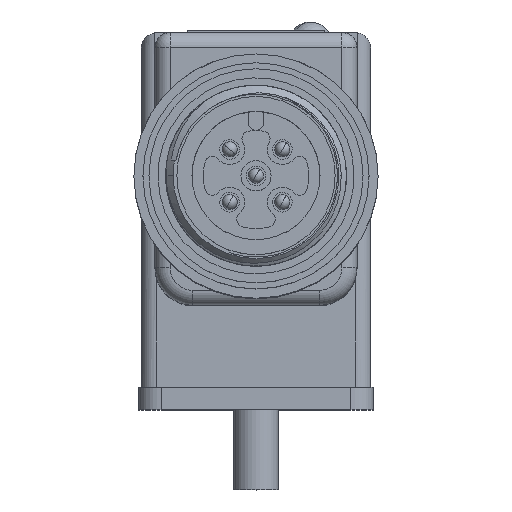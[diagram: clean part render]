
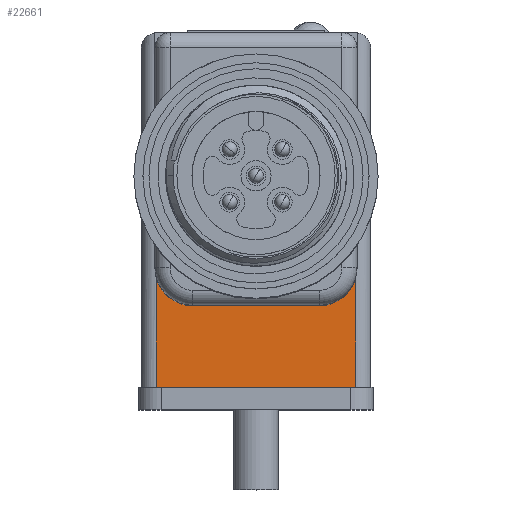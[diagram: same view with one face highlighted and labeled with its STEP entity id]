
A CAD part, top view. The second image highlights one B-rep face of the part: STEP entity #22661.
In plain terms, the highlighted planar face has unit normal (0, 0, 1).
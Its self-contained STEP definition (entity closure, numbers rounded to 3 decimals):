
#487 = VECTOR ( 'NONE', #1583, 1000. ) ;
#760 = DIRECTION ( 'NONE',  ( 0., 0., 1. ) ) ;
#1045 = CARTESIAN_POINT ( 'NONE',  ( 6.6, -14.8, 7.6 ) ) ;
#1094 = CARTESIAN_POINT ( 'NONE',  ( 6.6, -7.6, 7.6 ) ) ;
#1279 = CARTESIAN_POINT ( 'NONE',  ( -4.2, -6.9, 7.6 ) ) ;
#1583 = DIRECTION ( 'NONE',  ( 1., 0., 0. ) ) ;
#1767 = LINE ( 'NONE', #13314, #24915 ) ;
#2167 = ORIENTED_EDGE ( 'NONE', *, *, #5365, .T. ) ;
#2800 = DIRECTION ( 'NONE',  ( 1., 0., 0. ) ) ;
#2974 = DIRECTION ( 'NONE',  ( 0., 0., -1. ) ) ;
#3305 = ORIENTED_EDGE ( 'NONE', *, *, #20952, .T. ) ;
#3666 = CARTESIAN_POINT ( 'NONE',  ( -6.6, -14.8, 7.6 ) ) ;
#4230 = LINE ( 'NONE', #6354, #13130 ) ;
#4656 = CARTESIAN_POINT ( 'NONE',  ( -6.6, -7.6, 7.6 ) ) ;
#4664 = EDGE_CURVE ( 'NONE', #23805, #10521, #1767, .T. ) ;
#4801 = CARTESIAN_POINT ( 'NONE',  ( -7.6, 0., 7.6 ) ) ;
#5281 = ORIENTED_EDGE ( 'NONE', *, *, #20275, .T. ) ;
#5365 = EDGE_CURVE ( 'NONE', #15149, #6118, #10142, .T. ) ;
#5918 = VERTEX_POINT ( 'NONE', #3666 ) ;
#6118 = VERTEX_POINT ( 'NONE', #4656 ) ;
#6354 = CARTESIAN_POINT ( 'NONE',  ( -7.6, -9.4, 7.6 ) ) ;
#7051 = DIRECTION ( 'NONE',  ( 0., -1., 0. ) ) ;
#7076 = CARTESIAN_POINT ( 'NONE',  ( -6.6, -0.934, 7.6 ) ) ;
#9137 = CARTESIAN_POINT ( 'NONE',  ( 4.2, -6.9, 7.6 ) ) ;
#9493 = CARTESIAN_POINT ( 'NONE',  ( 4.2, -9.4, 7.6 ) ) ;
#9961 = EDGE_CURVE ( 'NONE', #5918, #6118, #20460, .T. ) ;
#10142 = CIRCLE ( 'NONE', #16366, 2.5 ) ;
#10380 = LINE ( 'NONE', #14030, #487 ) ;
#10449 = EDGE_LOOP ( 'NONE', ( #3305, #5281, #2167, #16175, #10988, #16053 ) ) ;
#10521 = VERTEX_POINT ( 'NONE', #1045 ) ;
#10875 = CARTESIAN_POINT ( 'NONE',  ( -4.2, -9.4, 7.6 ) ) ;
#10918 = PLANE ( 'NONE',  #17727 ) ;
#10988 = ORIENTED_EDGE ( 'NONE', *, *, #14745, .T. ) ;
#13130 = VECTOR ( 'NONE', #19089, 1000. ) ;
#13314 = CARTESIAN_POINT ( 'NONE',  ( 6.6, -0.934, 7.6 ) ) ;
#14030 = CARTESIAN_POINT ( 'NONE',  ( 0., -14.8, 7.6 ) ) ;
#14745 = EDGE_CURVE ( 'NONE', #5918, #10521, #10380, .T. ) ;
#15149 = VERTEX_POINT ( 'NONE', #10875 ) ;
#15477 = DIRECTION ( 'NONE',  ( 1., 0., 0. ) ) ;
#15638 = DIRECTION ( 'NONE',  ( 0., 1., 0. ) ) ;
#15751 = CIRCLE ( 'NONE', #16350, 2.5 ) ;
#16053 = ORIENTED_EDGE ( 'NONE', *, *, #4664, .F. ) ;
#16175 = ORIENTED_EDGE ( 'NONE', *, *, #9961, .F. ) ;
#16215 = DIRECTION ( 'NONE',  ( 0., 0., -1. ) ) ;
#16350 = AXIS2_PLACEMENT_3D ( 'NONE', #9137, #2974, #15477 ) ;
#16366 = AXIS2_PLACEMENT_3D ( 'NONE', #1279, #16215, #18150 ) ;
#17727 = AXIS2_PLACEMENT_3D ( 'NONE', #4801, #760, #2800 ) ;
#18087 = VECTOR ( 'NONE', #15638, 1000. ) ;
#18150 = DIRECTION ( 'NONE',  ( 1., 0., 0. ) ) ;
#18647 = FACE_OUTER_BOUND ( 'NONE', #10449, .T. ) ;
#19089 = DIRECTION ( 'NONE',  ( -1., 0., 0. ) ) ;
#20275 = EDGE_CURVE ( 'NONE', #21136, #15149, #4230, .T. ) ;
#20460 = LINE ( 'NONE', #7076, #18087 ) ;
#20952 = EDGE_CURVE ( 'NONE', #23805, #21136, #15751, .T. ) ;
#21136 = VERTEX_POINT ( 'NONE', #9493 ) ;
#22661 = ADVANCED_FACE ( 'NONE', ( #18647 ), #10918, .T. ) ;
#23805 = VERTEX_POINT ( 'NONE', #1094 ) ;
#24915 = VECTOR ( 'NONE', #7051, 1000. ) ;
